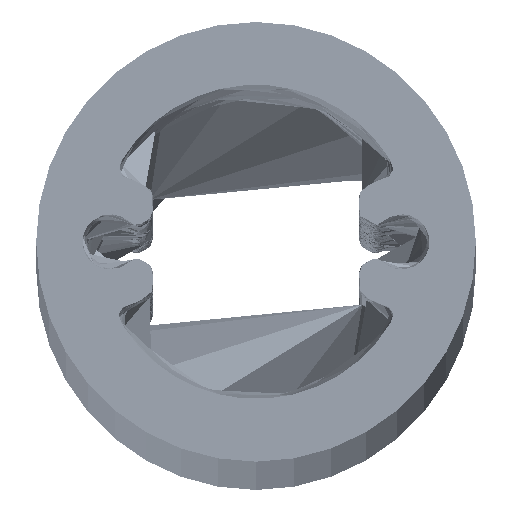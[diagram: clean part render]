
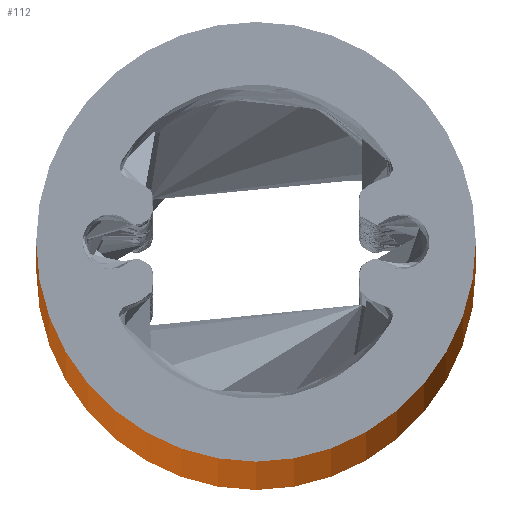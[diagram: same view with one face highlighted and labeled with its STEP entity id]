
A CAD part, top view. The second image highlights one B-rep face of the part: STEP entity #112.
In plain terms, the highlighted cylindrical face has radius 10.85 mm (diameter 21.7 mm), a partial arc.
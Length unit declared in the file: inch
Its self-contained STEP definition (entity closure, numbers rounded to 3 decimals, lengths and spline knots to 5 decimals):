
#12 = ORIENTED_EDGE ( 'NONE', *, *, #29, .T. ) ;
#13 = DIRECTION ( 'NONE',  ( 0., 0., -1. ) ) ;
#18 = VERTEX_POINT ( 'NONE', #816 ) ;
#29 = EDGE_CURVE ( 'NONE', #698, #214, #757, .T. ) ;
#79 = ORIENTED_EDGE ( 'NONE', *, *, #450, .T. ) ;
#85 = ORIENTED_EDGE ( 'NONE', *, *, #744, .F. ) ;
#87 = EDGE_LOOP ( 'NONE', ( #85, #79, #12, #700 ) ) ;
#91 = CARTESIAN_POINT ( 'NONE',  ( 0., 0., 0. ) ) ;
#112 = ADVANCED_FACE ( 'NONE', ( #357 ), #730, .T. ) ;
#130 = CIRCLE ( 'NONE', #539, 0.42717 ) ;
#143 = AXIS2_PLACEMENT_3D ( 'NONE', #760, #566, #159 ) ;
#159 = DIRECTION ( 'NONE',  ( -1., 0., 0. ) ) ;
#178 = DIRECTION ( 'NONE',  ( 0., 0., -1. ) ) ;
#214 = VERTEX_POINT ( 'NONE', #454 ) ;
#220 = CIRCLE ( 'NONE', #143, 0.42717 ) ;
#286 = LINE ( 'NONE', #322, #687 ) ;
#293 = VECTOR ( 'NONE', #13, 39.37008 ) ;
#322 = CARTESIAN_POINT ( 'NONE',  ( 0.42717, 0., 3.93701 ) ) ;
#334 = CARTESIAN_POINT ( 'NONE',  ( 0.42717, 0., 0. ) ) ;
#357 = FACE_OUTER_BOUND ( 'NONE', #87, .T. ) ;
#405 = DIRECTION ( 'NONE',  ( 0., 0., -1. ) ) ;
#428 = DIRECTION ( 'NONE',  ( -1., 0., 0. ) ) ;
#450 = EDGE_CURVE ( 'NONE', #18, #698, #220, .T. ) ;
#454 = CARTESIAN_POINT ( 'NONE',  ( -0.42717, 0., 0. ) ) ;
#493 = EDGE_CURVE ( 'NONE', #214, #692, #130, .T. ) ;
#506 = CARTESIAN_POINT ( 'NONE',  ( -0.42717, 0., 31.49606 ) ) ;
#539 = AXIS2_PLACEMENT_3D ( 'NONE', #91, #636, #428 ) ;
#566 = DIRECTION ( 'NONE',  ( 0., 0., -1. ) ) ;
#636 = DIRECTION ( 'NONE',  ( 0., 0., 1. ) ) ;
#651 = DIRECTION ( 'NONE',  ( -1., 0., 0. ) ) ;
#664 = AXIS2_PLACEMENT_3D ( 'NONE', #780, #178, #651 ) ;
#687 = VECTOR ( 'NONE', #405, 39.37008 ) ;
#692 = VERTEX_POINT ( 'NONE', #334 ) ;
#698 = VERTEX_POINT ( 'NONE', #506 ) ;
#700 = ORIENTED_EDGE ( 'NONE', *, *, #493, .T. ) ;
#730 = CYLINDRICAL_SURFACE ( 'NONE', #664, 0.42717 ) ;
#744 = EDGE_CURVE ( 'NONE', #18, #692, #286, .T. ) ;
#757 = LINE ( 'NONE', #810, #293 ) ;
#760 = CARTESIAN_POINT ( 'NONE',  ( 0., 0., 31.49606 ) ) ;
#780 = CARTESIAN_POINT ( 'NONE',  ( 0., 0., 3.93701 ) ) ;
#810 = CARTESIAN_POINT ( 'NONE',  ( -0.42717, 0., 3.93701 ) ) ;
#816 = CARTESIAN_POINT ( 'NONE',  ( 0.42717, 0., 31.49606 ) ) ;
